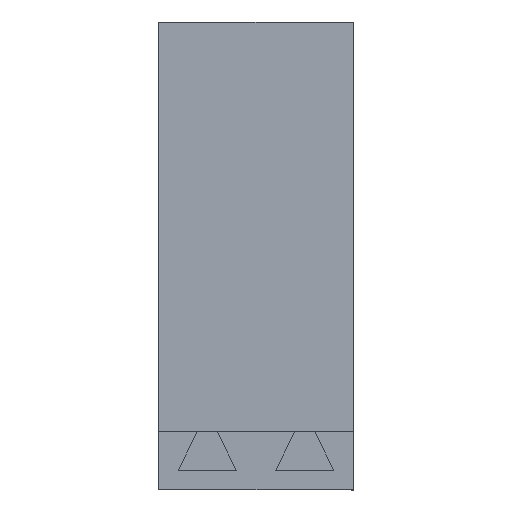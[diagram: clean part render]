
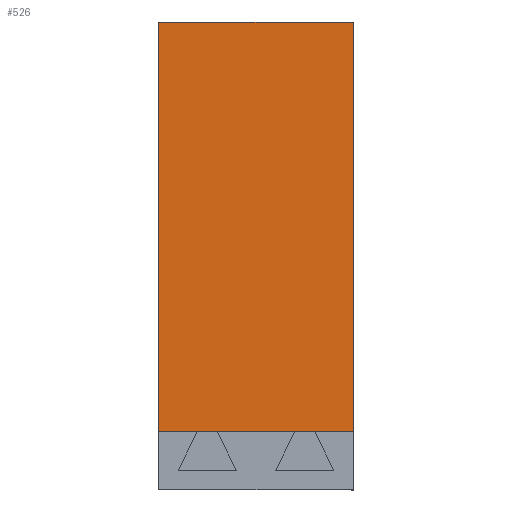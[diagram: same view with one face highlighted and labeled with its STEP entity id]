
A CAD part, top view. The second image highlights one B-rep face of the part: STEP entity #526.
In plain terms, the highlighted planar face has unit normal (0, 0, 1).
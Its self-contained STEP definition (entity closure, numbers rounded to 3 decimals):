
#40=FACE_OUTER_BOUND('',#66,.T.);
#66=EDGE_LOOP('',(#471,#472,#473,#474));
#83=LINE('',#716,#155);
#105=LINE('',#760,#177);
#132=LINE('',#812,#204);
#138=LINE('',#826,#210);
#155=VECTOR('',#577,10.);
#177=VECTOR('',#619,10.);
#204=VECTOR('',#660,10.);
#210=VECTOR('',#678,10.);
#225=VERTEX_POINT('',#713);
#226=VERTEX_POINT('',#715);
#238=VERTEX_POINT('',#758);
#256=VERTEX_POINT('',#810);
#275=EDGE_CURVE('',#226,#225,#83,.T.);
#297=EDGE_CURVE('',#238,#225,#105,.T.);
#324=EDGE_CURVE('',#256,#238,#132,.T.);
#330=EDGE_CURVE('',#256,#226,#138,.T.);
#471=ORIENTED_EDGE('',*,*,#297,.F.);
#472=ORIENTED_EDGE('',*,*,#324,.F.);
#473=ORIENTED_EDGE('',*,*,#330,.T.);
#474=ORIENTED_EDGE('',*,*,#275,.T.);
#500=PLANE('',#554);
#526=ADVANCED_FACE('',(#40),#500,.T.);
#554=AXIS2_PLACEMENT_3D('',#827,#679,#680);
#577=DIRECTION('',(1.,0.,0.));
#619=DIRECTION('',(0.,-1.,0.));
#660=DIRECTION('',(1.,0.,0.));
#678=DIRECTION('',(0.,-1.,0.));
#679=DIRECTION('center_axis',(0.,0.,
1.));
#680=DIRECTION('ref_axis',(1.,0.,0.));
#713=CARTESIAN_POINT('',(50.,-90.066,25.159));
#715=CARTESIAN_POINT('',(-50.,-90.066,25.159));
#716=CARTESIAN_POINT('',(-50.,-90.066,25.159));
#758=CARTESIAN_POINT('',(50.,119.934,25.159));
#760=CARTESIAN_POINT('',(50.,-120.066,25.159));
#810=CARTESIAN_POINT('',(-50.,119.934,25.159));
#812=CARTESIAN_POINT('',(-25.,119.934,25.159));
#826=CARTESIAN_POINT('',(-50.,119.934,25.159));
#827=CARTESIAN_POINT('Origin',(0.,4.934,25.159));
